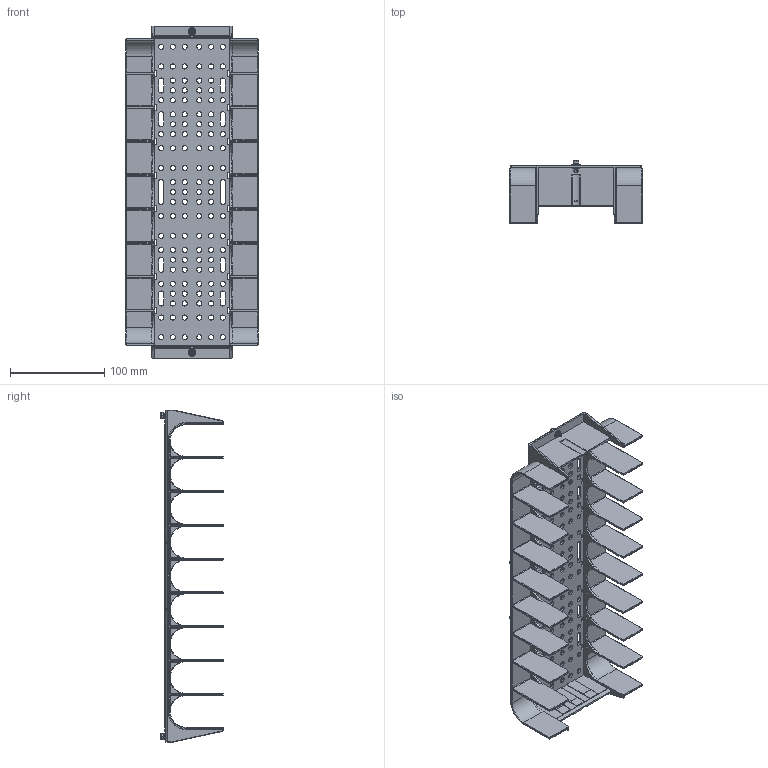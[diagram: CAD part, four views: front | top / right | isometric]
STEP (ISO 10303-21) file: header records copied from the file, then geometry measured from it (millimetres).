
FILE_DESCRIPTION((''),'2;1');
FILE_NAME('32420040000','2019-09-24T',('presta_be4'),(''),'PRO/ENGINEER BY PARAMETRIC TECHNOLOGY CORPORATION, 2014310','PRO/ENGINEER BY PARAMETRIC TECHNOLOGY CORPORATION, 2014310','');
FILE_SCHEMA(('CONFIG_CONTROL_DESIGN'));
Products named in the file (1): 32420040000
Bounding box: 140.4 x 66.34 x 353 mm (x, y, z)
Volume: 200888.7 mm3; surface area: 190962.9 mm2
Topology: 3 solids, 3 shells, 3023 faces, 8112 edges, 5208 vertices
Faces by surface type: plane 1975, cylinder 726, bspline 128, torus 110, cone 48, sphere 36
Entity records: 126426 total; most frequent: CARTESIAN_POINT 50807, ORIENTED_EDGE 16216, DIRECTION 14688, EDGE_CURVE 8108, VECTOR 6166, LINE 6166, VERTEX_POINT 5208, AXIS2_PLACEMENT_3D 4261
